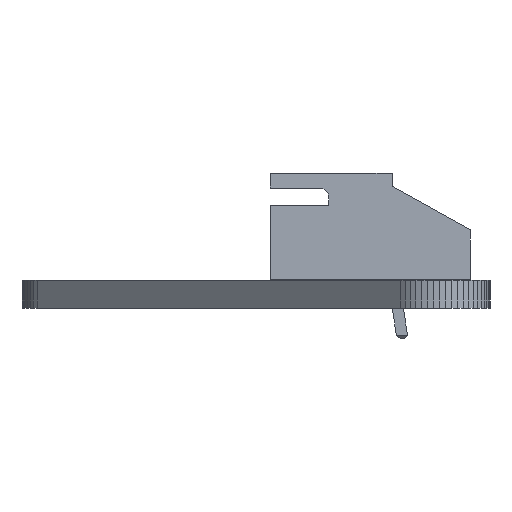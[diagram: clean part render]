
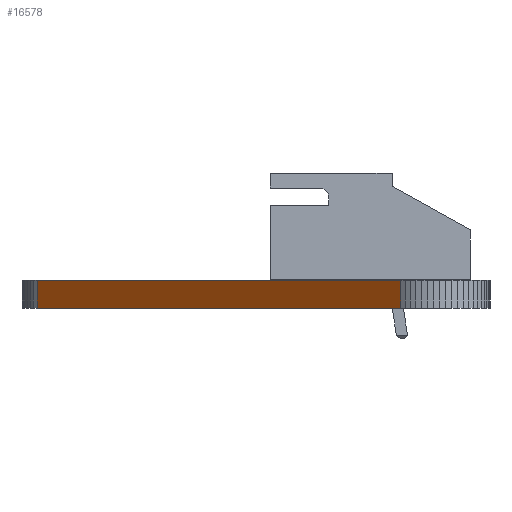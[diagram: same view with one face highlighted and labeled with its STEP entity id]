
A CAD part, front view. The second image highlights one B-rep face of the part: STEP entity #16578.
In plain terms, the highlighted planar face has unit normal (-0.707, -0.707, 0).
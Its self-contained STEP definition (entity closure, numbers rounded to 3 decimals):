
#7717 = PLANE('',#7718);
#7718 = AXIS2_PLACEMENT_3D('',#7719,#7720,#7721);
#7719 = CARTESIAN_POINT('',(216.896,-100.,1.6));
#7720 = DIRECTION('',(-0.,-0.,-1.));
#7721 = DIRECTION('',(-1.,0.,0.));
#7771 = PLANE('',#7772);
#7772 = AXIS2_PLACEMENT_3D('',#7773,#7774,#7775);
#7773 = CARTESIAN_POINT('',(216.896,-100.,0.));
#7774 = DIRECTION('',(-0.,-0.,-1.));
#7775 = DIRECTION('',(-1.,0.,0.));
#8776 = VERTEX_POINT('',#8777);
#8777 = CARTESIAN_POINT('',(221.749,-131.648,0.));
#8791 = PLANE('',#8792);
#8792 = AXIS2_PLACEMENT_3D('',#8793,#8794,#8795);
#8793 = CARTESIAN_POINT('',(222.013,-131.883,0.));
#8794 = DIRECTION('',(-0.664,-0.748,0.));
#8795 = DIRECTION('',(-0.748,0.664,0.));
#8803 = EDGE_CURVE('',#8776,#8804,#8806,.T.);
#8804 = VERTEX_POINT('',#8805);
#8805 = CARTESIAN_POINT('',(200.878,-110.778,0.));
#8806 = SURFACE_CURVE('',#8807,(#8811,#8818),.PCURVE_S1.);
#8807 = LINE('',#8808,#8809);
#8808 = CARTESIAN_POINT('',(221.749,-131.648,0.));
#8809 = VECTOR('',#8810,1.);
#8810 = DIRECTION('',(-0.707,0.707,0.));
#8811 = PCURVE('',#7771,#8812);
#8812 = DEFINITIONAL_REPRESENTATION('',(#8813),#8817);
#8813 = LINE('',#8814,#8815);
#8814 = CARTESIAN_POINT('',(-4.852,-31.648));
#8815 = VECTOR('',#8816,1.);
#8816 = DIRECTION('',(0.707,0.707));
#8817 = ( GEOMETRIC_REPRESENTATION_CONTEXT(2) 
PARAMETRIC_REPRESENTATION_CONTEXT() REPRESENTATION_CONTEXT('2D SPACE',''
  ) );
#8818 = PCURVE('',#8819,#8824);
#8819 = PLANE('',#8820);
#8820 = AXIS2_PLACEMENT_3D('',#8821,#8822,#8823);
#8821 = CARTESIAN_POINT('',(221.749,-131.648,0.));
#8822 = DIRECTION('',(-0.707,-0.707,0.));
#8823 = DIRECTION('',(-0.707,0.707,0.));
#8824 = DEFINITIONAL_REPRESENTATION('',(#8825),#8829);
#8825 = LINE('',#8826,#8827);
#8826 = CARTESIAN_POINT('',(0.,0.));
#8827 = VECTOR('',#8828,1.);
#8828 = DIRECTION('',(1.,0.));
#8829 = ( GEOMETRIC_REPRESENTATION_CONTEXT(2) 
PARAMETRIC_REPRESENTATION_CONTEXT() REPRESENTATION_CONTEXT('2D SPACE',''
  ) );
#8847 = PLANE('',#8848);
#8848 = AXIS2_PLACEMENT_3D('',#8849,#8850,#8851);
#8849 = CARTESIAN_POINT('',(200.878,-110.778,0.));
#8850 = DIRECTION('',(-0.746,-0.666,0.));
#8851 = DIRECTION('',(-0.666,0.746,0.));
#12682 = VERTEX_POINT('',#12683);
#12683 = CARTESIAN_POINT('',(221.749,-131.648,1.6));
#12704 = EDGE_CURVE('',#12682,#12705,#12707,.T.);
#12705 = VERTEX_POINT('',#12706);
#12706 = CARTESIAN_POINT('',(200.878,-110.778,1.6));
#12707 = SURFACE_CURVE('',#12708,(#12712,#12719),.PCURVE_S1.);
#12708 = LINE('',#12709,#12710);
#12709 = CARTESIAN_POINT('',(221.749,-131.648,1.6));
#12710 = VECTOR('',#12711,1.);
#12711 = DIRECTION('',(-0.707,0.707,0.));
#12712 = PCURVE('',#7717,#12713);
#12713 = DEFINITIONAL_REPRESENTATION('',(#12714),#12718);
#12714 = LINE('',#12715,#12716);
#12715 = CARTESIAN_POINT('',(-4.852,-31.648));
#12716 = VECTOR('',#12717,1.);
#12717 = DIRECTION('',(0.707,0.707));
#12718 = ( GEOMETRIC_REPRESENTATION_CONTEXT(2) 
PARAMETRIC_REPRESENTATION_CONTEXT() REPRESENTATION_CONTEXT('2D SPACE',''
  ) );
#12719 = PCURVE('',#8819,#12720);
#12720 = DEFINITIONAL_REPRESENTATION('',(#12721),#12725);
#12721 = LINE('',#12722,#12723);
#12722 = CARTESIAN_POINT('',(0.,-1.6));
#12723 = VECTOR('',#12724,1.);
#12724 = DIRECTION('',(1.,0.));
#12725 = ( GEOMETRIC_REPRESENTATION_CONTEXT(2) 
PARAMETRIC_REPRESENTATION_CONTEXT() REPRESENTATION_CONTEXT('2D SPACE',''
  ) );
#16528 = EDGE_CURVE('',#8804,#12705,#16529,.T.);
#16529 = SURFACE_CURVE('',#16530,(#16534,#16541),.PCURVE_S1.);
#16530 = LINE('',#16531,#16532);
#16531 = CARTESIAN_POINT('',(200.878,-110.778,0.));
#16532 = VECTOR('',#16533,1.);
#16533 = DIRECTION('',(0.,0.,1.));
#16534 = PCURVE('',#8847,#16535);
#16535 = DEFINITIONAL_REPRESENTATION('',(#16536),#16540);
#16536 = LINE('',#16537,#16538);
#16537 = CARTESIAN_POINT('',(0.,0.));
#16538 = VECTOR('',#16539,1.);
#16539 = DIRECTION('',(0.,-1.));
#16540 = ( GEOMETRIC_REPRESENTATION_CONTEXT(2) 
PARAMETRIC_REPRESENTATION_CONTEXT() REPRESENTATION_CONTEXT('2D SPACE',''
  ) );
#16541 = PCURVE('',#8819,#16542);
#16542 = DEFINITIONAL_REPRESENTATION('',(#16543),#16547);
#16543 = LINE('',#16544,#16545);
#16544 = CARTESIAN_POINT('',(29.515,0.));
#16545 = VECTOR('',#16546,1.);
#16546 = DIRECTION('',(0.,-1.));
#16547 = ( GEOMETRIC_REPRESENTATION_CONTEXT(2) 
PARAMETRIC_REPRESENTATION_CONTEXT() REPRESENTATION_CONTEXT('2D SPACE',''
  ) );
#16578 = ADVANCED_FACE('',(#16579),#8819,.T.);
#16579 = FACE_BOUND('',#16580,.T.);
#16580 = EDGE_LOOP('',(#16581,#16602,#16603,#16604));
#16581 = ORIENTED_EDGE('',*,*,#16582,.T.);
#16582 = EDGE_CURVE('',#8776,#12682,#16583,.T.);
#16583 = SURFACE_CURVE('',#16584,(#16588,#16595),.PCURVE_S1.);
#16584 = LINE('',#16585,#16586);
#16585 = CARTESIAN_POINT('',(221.749,-131.648,0.));
#16586 = VECTOR('',#16587,1.);
#16587 = DIRECTION('',(0.,0.,1.));
#16588 = PCURVE('',#8819,#16589);
#16589 = DEFINITIONAL_REPRESENTATION('',(#16590),#16594);
#16590 = LINE('',#16591,#16592);
#16591 = CARTESIAN_POINT('',(0.,0.));
#16592 = VECTOR('',#16593,1.);
#16593 = DIRECTION('',(0.,-1.));
#16594 = ( GEOMETRIC_REPRESENTATION_CONTEXT(2) 
PARAMETRIC_REPRESENTATION_CONTEXT() REPRESENTATION_CONTEXT('2D SPACE',''
  ) );
#16595 = PCURVE('',#8791,#16596);
#16596 = DEFINITIONAL_REPRESENTATION('',(#16597),#16601);
#16597 = LINE('',#16598,#16599);
#16598 = CARTESIAN_POINT('',(0.353,0.));
#16599 = VECTOR('',#16600,1.);
#16600 = DIRECTION('',(0.,-1.));
#16601 = ( GEOMETRIC_REPRESENTATION_CONTEXT(2) 
PARAMETRIC_REPRESENTATION_CONTEXT() REPRESENTATION_CONTEXT('2D SPACE',''
  ) );
#16602 = ORIENTED_EDGE('',*,*,#12704,.T.);
#16603 = ORIENTED_EDGE('',*,*,#16528,.F.);
#16604 = ORIENTED_EDGE('',*,*,#8803,.F.);
